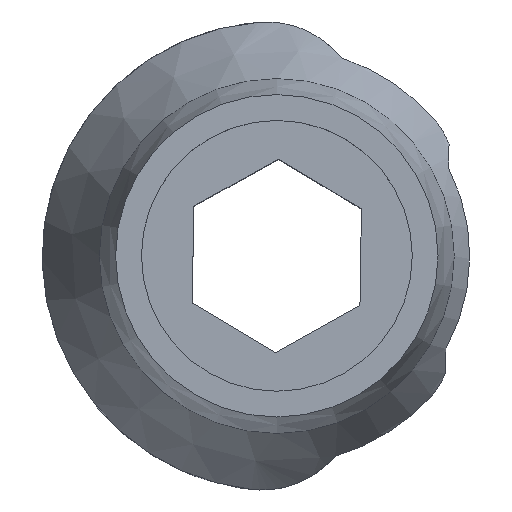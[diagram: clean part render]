
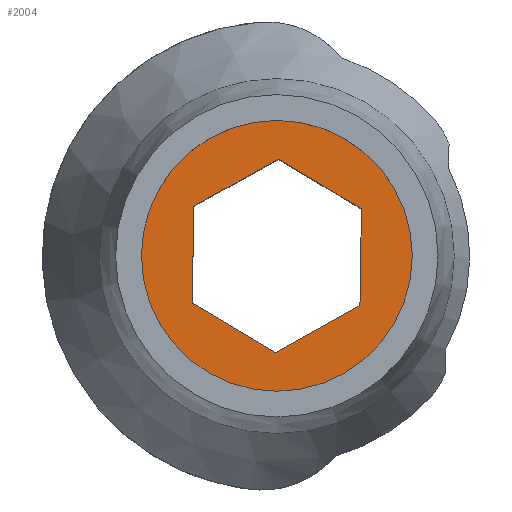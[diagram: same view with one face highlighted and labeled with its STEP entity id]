
A CAD part, top view. The second image highlights one B-rep face of the part: STEP entity #2004.
In plain terms, the highlighted planar face has unit normal (0, 0, 1).
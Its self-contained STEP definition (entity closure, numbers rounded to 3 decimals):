
#515=CARTESIAN_POINT('',(418.835,95.081,187.9));
#516=VERTEX_POINT('',#515);
#523=CARTESIAN_POINT('',(416.258,96.622,187.9));
#524=VERTEX_POINT('',#523);
#525=CARTESIAN_POINT('',(416.258,96.622,187.9));
#526=DIRECTION('',(0.858,-0.513,-0.));
#527=VECTOR('',#526,3.002);
#528=LINE('',#525,#527);
#529=EDGE_CURVE('',#524,#516,#528,.T.);
#1924=CARTESIAN_POINT('',(419.85,95.72,187.9));
#1925=VERTEX_POINT('',#1924);
#1935=CARTESIAN_POINT('',(418.312,89.982,187.9));
#1936=VERTEX_POINT('',#1935);
#1937=CARTESIAN_POINT('',(416.212,93.62,187.9));
#1938=DIRECTION('',(-0.,-0.,1.));
#1939=DIRECTION('',(0.5,-0.866,-0.));
#1940=AXIS2_PLACEMENT_3D('',#1937,#1938,#1939);
#1941=CIRCLE('',#1940,4.2);
#1942=EDGE_CURVE('',#1936,#1925,#1941,.T.);
#1944=CARTESIAN_POINT('',(416.212,93.62,187.9));
#1945=DIRECTION('',(-0.,-0.,1.));
#1946=DIRECTION('',(0.5,-0.866,-0.));
#1947=AXIS2_PLACEMENT_3D('',#1944,#1945,#1946);
#1948=CIRCLE('',#1947,4.2);
#1949=EDGE_CURVE('',#1925,#1936,#1948,.T.);
#1954=CARTESIAN_POINT('',(417.858,94.57,187.9));
#1955=DIRECTION('',(-0.,-0.,1.));
#1956=DIRECTION('',(0.5,-0.866,-0.));
#1957=AXIS2_PLACEMENT_3D('',#1954,#1955,#1956);
#1958=PLANE('',#1957);
#1959=ORIENTED_EDGE('',*,*,#1942,.T.);
#1960=ORIENTED_EDGE('',*,*,#1949,.T.);
#1961=EDGE_LOOP('',(#1959,#1960));
#1962=FACE_BOUND('',#1961,.T.);
#1963=ORIENTED_EDGE('',*,*,#529,.T.);
#1964=CARTESIAN_POINT('',(418.789,92.079,187.9));
#1965=VERTEX_POINT('',#1964);
#1966=CARTESIAN_POINT('',(418.835,95.081,187.9));
#1967=DIRECTION('',(-0.015,-1.,-0.));
#1968=VECTOR('',#1967,3.002);
#1969=LINE('',#1966,#1968);
#1970=EDGE_CURVE('',#516,#1965,#1969,.T.);
#1971=ORIENTED_EDGE('',*,*,#1970,.T.);
#1972=CARTESIAN_POINT('',(416.166,90.618,187.9));
#1973=VERTEX_POINT('',#1972);
#1974=CARTESIAN_POINT('',(418.789,92.079,187.9));
#1975=DIRECTION('',(-0.874,-0.487,-0.));
#1976=VECTOR('',#1975,3.002);
#1977=LINE('',#1974,#1976);
#1978=EDGE_CURVE('',#1965,#1973,#1977,.T.);
#1979=ORIENTED_EDGE('',*,*,#1978,.T.);
#1980=CARTESIAN_POINT('',(413.59,92.158,187.9));
#1981=VERTEX_POINT('',#1980);
#1982=CARTESIAN_POINT('',(416.166,90.618,187.9));
#1983=DIRECTION('',(-0.858,0.513,0.));
#1984=VECTOR('',#1983,3.002);
#1985=LINE('',#1982,#1984);
#1986=EDGE_CURVE('',#1973,#1981,#1985,.T.);
#1987=ORIENTED_EDGE('',*,*,#1986,.T.);
#1988=CARTESIAN_POINT('',(413.636,95.16,187.9));
#1989=VERTEX_POINT('',#1988);
#1990=CARTESIAN_POINT('',(413.59,92.158,187.9));
#1991=DIRECTION('',(0.015,1.,0.));
#1992=VECTOR('',#1991,3.002);
#1993=LINE('',#1990,#1992);
#1994=EDGE_CURVE('',#1981,#1989,#1993,.T.);
#1995=ORIENTED_EDGE('',*,*,#1994,.T.);
#1996=CARTESIAN_POINT('',(413.636,95.16,187.9));
#1997=DIRECTION('',(0.874,0.487,0.));
#1998=VECTOR('',#1997,3.002);
#1999=LINE('',#1996,#1998);
#2000=EDGE_CURVE('',#1989,#524,#1999,.T.);
#2001=ORIENTED_EDGE('',*,*,#2000,.T.);
#2002=EDGE_LOOP('',(#1963,#1971,#1979,#1987,#1995,#2001));
#2003=FACE_BOUND('',#2002,.T.);
#2004=ADVANCED_FACE('',(#1962,#2003),#1958,.T.);
